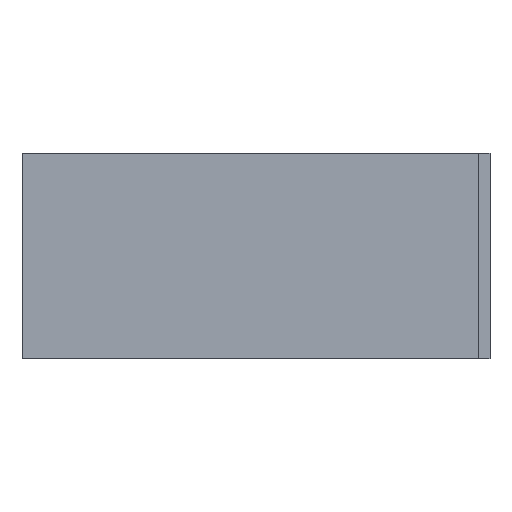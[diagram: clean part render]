
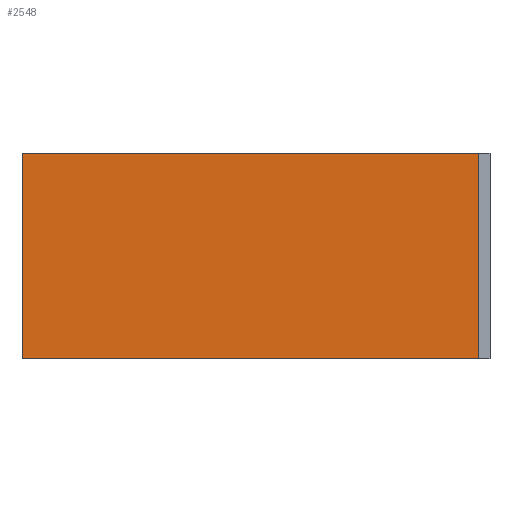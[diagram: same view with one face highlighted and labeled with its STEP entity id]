
A CAD part, top view. The second image highlights one B-rep face of the part: STEP entity #2548.
In plain terms, the highlighted planar face has unit normal (0, 0, 1).
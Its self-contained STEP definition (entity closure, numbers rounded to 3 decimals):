
#1962 = PLANE('',#1963);
#1963 = AXIS2_PLACEMENT_3D('',#1964,#1965,#1966);
#1964 = CARTESIAN_POINT('',(1000.,-200.,100.));
#1965 = DIRECTION('',(1.,0.,0.));
#1966 = DIRECTION('',(0.,0.,1.));
#2163 = PLANE('',#2164);
#2164 = AXIS2_PLACEMENT_3D('',#2165,#2166,#2167);
#2165 = CARTESIAN_POINT('',(0.,-200.,100.));
#2166 = DIRECTION('',(1.,0.,0.));
#2167 = DIRECTION('',(0.,0.,1.));
#2304 = VERTEX_POINT('',#2305);
#2305 = CARTESIAN_POINT('',(1000.,225.4,125.4));
#2320 = PLANE('',#2321);
#2321 = AXIS2_PLACEMENT_3D('',#2322,#2323,#2324);
#2322 = CARTESIAN_POINT('',(0.,225.4,100.));
#2323 = DIRECTION('',(0.,-1.,0.));
#2324 = DIRECTION('',(0.,0.,-1.));
#2331 = EDGE_CURVE('',#2332,#2304,#2334,.T.);
#2332 = VERTEX_POINT('',#2333);
#2333 = CARTESIAN_POINT('',(1000.,-225.4,125.4));
#2334 = SURFACE_CURVE('',#2335,(#2339,#2345),.PCURVE_S1.);
#2335 = LINE('',#2336,#2337);
#2336 = CARTESIAN_POINT('',(1000.,-200.,125.4));
#2337 = VECTOR('',#2338,1.);
#2338 = DIRECTION('',(0.,1.,0.));
#2339 = PCURVE('',#1962,#2340);
#2340 = DEFINITIONAL_REPRESENTATION('',(#2341),#2344);
#2341 = B_SPLINE_CURVE_WITH_KNOTS('',1,(#2342,#2343),.UNSPECIFIED.,.F.,
  .F.,(2,2),(-120000000.,120000000.),.PIECEWISE_BEZIER_KNOTS.);
#2342 = CARTESIAN_POINT('',(25.4,120000000.));
#2343 = CARTESIAN_POINT('',(25.4,-120000000.));
#2344 = ( GEOMETRIC_REPRESENTATION_CONTEXT(2) 
PARAMETRIC_REPRESENTATION_CONTEXT() REPRESENTATION_CONTEXT('2D SPACE',''
  ) );
#2345 = PCURVE('',#2346,#2351);
#2346 = PLANE('',#2347);
#2347 = AXIS2_PLACEMENT_3D('',#2348,#2349,#2350);
#2348 = CARTESIAN_POINT('',(0.,-200.,125.4));
#2349 = DIRECTION('',(0.,0.,-1.));
#2350 = DIRECTION('',(0.,1.,0.));
#2351 = DEFINITIONAL_REPRESENTATION('',(#2352),#2355);
#2352 = B_SPLINE_CURVE_WITH_KNOTS('',1,(#2353,#2354),.UNSPECIFIED.,.F.,
  .F.,(2,2),(-120000000.,120000000.),.PIECEWISE_BEZIER_KNOTS.);
#2353 = CARTESIAN_POINT('',(-120000000.,1000.));
#2354 = CARTESIAN_POINT('',(120000000.,1000.));
#2355 = ( GEOMETRIC_REPRESENTATION_CONTEXT(2) 
PARAMETRIC_REPRESENTATION_CONTEXT() REPRESENTATION_CONTEXT('2D SPACE',''
  ) );
#2372 = PLANE('',#2373);
#2373 = AXIS2_PLACEMENT_3D('',#2374,#2375,#2376);
#2374 = CARTESIAN_POINT('',(0.,-225.4,-100.));
#2375 = DIRECTION('',(0.,1.,0.));
#2376 = DIRECTION('',(0.,0.,1.));
#2416 = EDGE_CURVE('',#2417,#2419,#2421,.T.);
#2417 = VERTEX_POINT('',#2418);
#2418 = CARTESIAN_POINT('',(0.,-225.4,125.4));
#2419 = VERTEX_POINT('',#2420);
#2420 = CARTESIAN_POINT('',(0.,225.4,125.4));
#2421 = SURFACE_CURVE('',#2422,(#2426,#2432),.PCURVE_S1.);
#2422 = LINE('',#2423,#2424);
#2423 = CARTESIAN_POINT('',(0.,-200.,125.4));
#2424 = VECTOR('',#2425,1.);
#2425 = DIRECTION('',(0.,1.,0.));
#2426 = PCURVE('',#2163,#2427);
#2427 = DEFINITIONAL_REPRESENTATION('',(#2428),#2431);
#2428 = B_SPLINE_CURVE_WITH_KNOTS('',1,(#2429,#2430),.UNSPECIFIED.,.F.,
  .F.,(2,2),(-120000000.,120000000.),.PIECEWISE_BEZIER_KNOTS.);
#2429 = CARTESIAN_POINT('',(25.4,120000000.));
#2430 = CARTESIAN_POINT('',(25.4,-120000000.));
#2431 = ( GEOMETRIC_REPRESENTATION_CONTEXT(2) 
PARAMETRIC_REPRESENTATION_CONTEXT() REPRESENTATION_CONTEXT('2D SPACE',''
  ) );
#2432 = PCURVE('',#2346,#2433);
#2433 = DEFINITIONAL_REPRESENTATION('',(#2434),#2437);
#2434 = B_SPLINE_CURVE_WITH_KNOTS('',1,(#2435,#2436),.UNSPECIFIED.,.F.,
  .F.,(2,2),(-120000000.,120000000.),.PIECEWISE_BEZIER_KNOTS.);
#2435 = CARTESIAN_POINT('',(-120000000.,0.));
#2436 = CARTESIAN_POINT('',(120000000.,0.));
#2437 = ( GEOMETRIC_REPRESENTATION_CONTEXT(2) 
PARAMETRIC_REPRESENTATION_CONTEXT() REPRESENTATION_CONTEXT('2D SPACE',''
  ) );
#2529 = EDGE_CURVE('',#2304,#2419,#2530,.T.);
#2530 = SURFACE_CURVE('',#2531,(#2535,#2541),.PCURVE_S1.);
#2531 = LINE('',#2532,#2533);
#2532 = CARTESIAN_POINT('',(0.,225.4,125.4));
#2533 = VECTOR('',#2534,1.);
#2534 = DIRECTION('',(-1.,0.,0.));
#2535 = PCURVE('',#2320,#2536);
#2536 = DEFINITIONAL_REPRESENTATION('',(#2537),#2540);
#2537 = B_SPLINE_CURVE_WITH_KNOTS('',1,(#2538,#2539),.UNSPECIFIED.,.F.,
  .F.,(2,2),(-120000000.,120000000.),.PIECEWISE_BEZIER_KNOTS.);
#2538 = CARTESIAN_POINT('',(-25.4,120000000.));
#2539 = CARTESIAN_POINT('',(-25.4,-120000000.));
#2540 = ( GEOMETRIC_REPRESENTATION_CONTEXT(2) 
PARAMETRIC_REPRESENTATION_CONTEXT() REPRESENTATION_CONTEXT('2D SPACE',''
  ) );
#2541 = PCURVE('',#2346,#2542);
#2542 = DEFINITIONAL_REPRESENTATION('',(#2543),#2546);
#2543 = B_SPLINE_CURVE_WITH_KNOTS('',1,(#2544,#2545),.UNSPECIFIED.,.F.,
  .F.,(2,2),(-120000000.,120000000.),.PIECEWISE_BEZIER_KNOTS.);
#2544 = CARTESIAN_POINT('',(425.4,120000000.));
#2545 = CARTESIAN_POINT('',(425.4,-120000000.));
#2546 = ( GEOMETRIC_REPRESENTATION_CONTEXT(2) 
PARAMETRIC_REPRESENTATION_CONTEXT() REPRESENTATION_CONTEXT('2D SPACE',''
  ) );
#2548 = ADVANCED_FACE('',(#2549),#2346,.F.);
#2549 = FACE_BOUND('',#2550,.F.);
#2550 = EDGE_LOOP('',(#2551,#2552,#2553,#2572));
#2551 = ORIENTED_EDGE('',*,*,#2529,.F.);
#2552 = ORIENTED_EDGE('',*,*,#2331,.F.);
#2553 = ORIENTED_EDGE('',*,*,#2554,.F.);
#2554 = EDGE_CURVE('',#2417,#2332,#2555,.T.);
#2555 = SURFACE_CURVE('',#2556,(#2560,#2566),.PCURVE_S1.);
#2556 = LINE('',#2557,#2558);
#2557 = CARTESIAN_POINT('',(0.,-225.4,125.4));
#2558 = VECTOR('',#2559,1.);
#2559 = DIRECTION('',(1.,0.,0.));
#2560 = PCURVE('',#2346,#2561);
#2561 = DEFINITIONAL_REPRESENTATION('',(#2562),#2565);
#2562 = B_SPLINE_CURVE_WITH_KNOTS('',1,(#2563,#2564),.UNSPECIFIED.,.F.,
  .F.,(2,2),(-120000000.,120000000.),.PIECEWISE_BEZIER_KNOTS.);
#2563 = CARTESIAN_POINT('',(-25.4,-120000000.));
#2564 = CARTESIAN_POINT('',(-25.4,120000000.));
#2565 = ( GEOMETRIC_REPRESENTATION_CONTEXT(2) 
PARAMETRIC_REPRESENTATION_CONTEXT() REPRESENTATION_CONTEXT('2D SPACE',''
  ) );
#2566 = PCURVE('',#2372,#2567);
#2567 = DEFINITIONAL_REPRESENTATION('',(#2568),#2571);
#2568 = B_SPLINE_CURVE_WITH_KNOTS('',1,(#2569,#2570),.UNSPECIFIED.,.F.,
  .F.,(2,2),(-120000000.,120000000.),.PIECEWISE_BEZIER_KNOTS.);
#2569 = CARTESIAN_POINT('',(225.4,-120000000.));
#2570 = CARTESIAN_POINT('',(225.4,120000000.));
#2571 = ( GEOMETRIC_REPRESENTATION_CONTEXT(2) 
PARAMETRIC_REPRESENTATION_CONTEXT() REPRESENTATION_CONTEXT('2D SPACE',''
  ) );
#2572 = ORIENTED_EDGE('',*,*,#2416,.T.);
